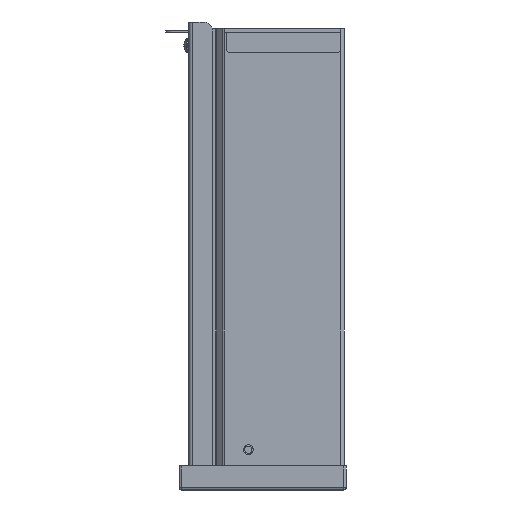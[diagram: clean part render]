
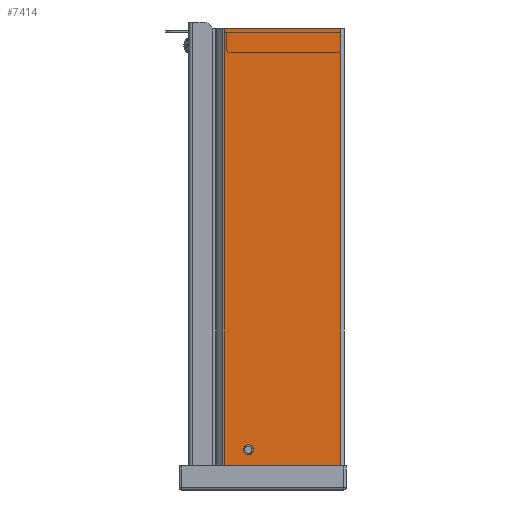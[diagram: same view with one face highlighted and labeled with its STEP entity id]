
A CAD part, left-side view. The second image highlights one B-rep face of the part: STEP entity #7414.
In plain terms, the highlighted planar face has unit normal (-1, 0, 0).
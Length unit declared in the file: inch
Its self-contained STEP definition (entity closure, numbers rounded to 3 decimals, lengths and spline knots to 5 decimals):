
#187 = ORIENTED_EDGE ( 'NONE', *, *, #9548, .T. ) ;
#635 = VERTEX_POINT ( 'NONE', #19714 ) ;
#844 = EDGE_CURVE ( 'NONE', #16722, #4726, #14268, .T. ) ;
#1126 = DIRECTION ( 'NONE',  ( 0., 0., -1. ) ) ;
#1799 = EDGE_LOOP ( 'NONE', ( #11025, #6969, #14611, #11281 ) ) ;
#1819 = DIRECTION ( 'NONE',  ( 0., 0., 1. ) ) ;
#1897 = CARTESIAN_POINT ( 'NONE',  ( -6., 2.5, -10.952 ) ) ;
#2164 = VERTEX_POINT ( 'NONE', #3058 ) ;
#3058 = CARTESIAN_POINT ( 'NONE',  ( -6., 3.11976, -11.952 ) ) ;
#3596 = FACE_OUTER_BOUND ( 'NONE', #1799, .T. ) ;
#4031 = VECTOR ( 'NONE', #17310, 39.37008 ) ;
#4450 = LINE ( 'NONE', #19799, #8031 ) ;
#4550 = CARTESIAN_POINT ( 'NONE',  ( -6., 0.0948, 0. ) ) ;
#4726 = VERTEX_POINT ( 'NONE', #6819 ) ;
#4961 = DIRECTION ( 'NONE',  ( 0., 0., -1. ) ) ;
#6545 = EDGE_LOOP ( 'NONE', ( #187 ) ) ;
#6819 = CARTESIAN_POINT ( 'NONE',  ( -6., 0.0948, -11.952 ) ) ;
#6969 = ORIENTED_EDGE ( 'NONE', *, *, #14426, .T. ) ;
#7414 = ADVANCED_FACE ( 'NONE', ( #9570, #3596 ), #11353, .T. ) ;
#7519 = CARTESIAN_POINT ( 'NONE',  ( -6., 3.15, 0. ) ) ;
#7927 = DIRECTION ( 'NONE',  ( -1., 0., 0. ) ) ;
#8031 = VECTOR ( 'NONE', #1126, 39.37008 ) ;
#8202 = EDGE_CURVE ( 'NONE', #16067, #2164, #4450, .T. ) ;
#8446 = CARTESIAN_POINT ( 'NONE',  ( -6., 0.0948, 0. ) ) ;
#9548 = EDGE_CURVE ( 'NONE', #635, #635, #17228, .T. ) ;
#9570 = FACE_BOUND ( 'NONE', #6545, .T. ) ;
#9766 = DIRECTION ( 'NONE',  ( 0., 0., 1. ) ) ;
#10082 = DIRECTION ( 'NONE',  ( 1., 0., 0. ) ) ;
#11025 = ORIENTED_EDGE ( 'NONE', *, *, #844, .F. ) ;
#11077 = CARTESIAN_POINT ( 'NONE',  ( -6., 3.15, -11.952 ) ) ;
#11281 = ORIENTED_EDGE ( 'NONE', *, *, #16017, .T. ) ;
#11353 = PLANE ( 'NONE',  #19971 ) ;
#12975 = VECTOR ( 'NONE', #4961, 39.37008 ) ;
#14268 = LINE ( 'NONE', #4550, #12975 ) ;
#14426 = EDGE_CURVE ( 'NONE', #16722, #16067, #15831, .T. ) ;
#14611 = ORIENTED_EDGE ( 'NONE', *, *, #8202, .T. ) ;
#15831 = LINE ( 'NONE', #7519, #16518 ) ;
#16017 = EDGE_CURVE ( 'NONE', #2164, #4726, #17508, .T. ) ;
#16037 = CARTESIAN_POINT ( 'NONE',  ( -6., 3.15, 0. ) ) ;
#16067 = VERTEX_POINT ( 'NONE', #19805 ) ;
#16518 = VECTOR ( 'NONE', #17273, 39.37008 ) ;
#16722 = VERTEX_POINT ( 'NONE', #8446 ) ;
#17228 = CIRCLE ( 'NONE', #20217, 0.095 ) ;
#17273 = DIRECTION ( 'NONE',  ( 0., 1., 0. ) ) ;
#17310 = DIRECTION ( 'NONE',  ( 0., -1., 0. ) ) ;
#17508 = LINE ( 'NONE', #11077, #4031 ) ;
#19714 = CARTESIAN_POINT ( 'NONE',  ( -6., 2.5, -10.857 ) ) ;
#19799 = CARTESIAN_POINT ( 'NONE',  ( -6., 3.11976, 0. ) ) ;
#19805 = CARTESIAN_POINT ( 'NONE',  ( -6., 3.11976, 0. ) ) ;
#19971 = AXIS2_PLACEMENT_3D ( 'NONE', #16037, #7927, #1819 ) ;
#20217 = AXIS2_PLACEMENT_3D ( 'NONE', #1897, #10082, #9766 ) ;
